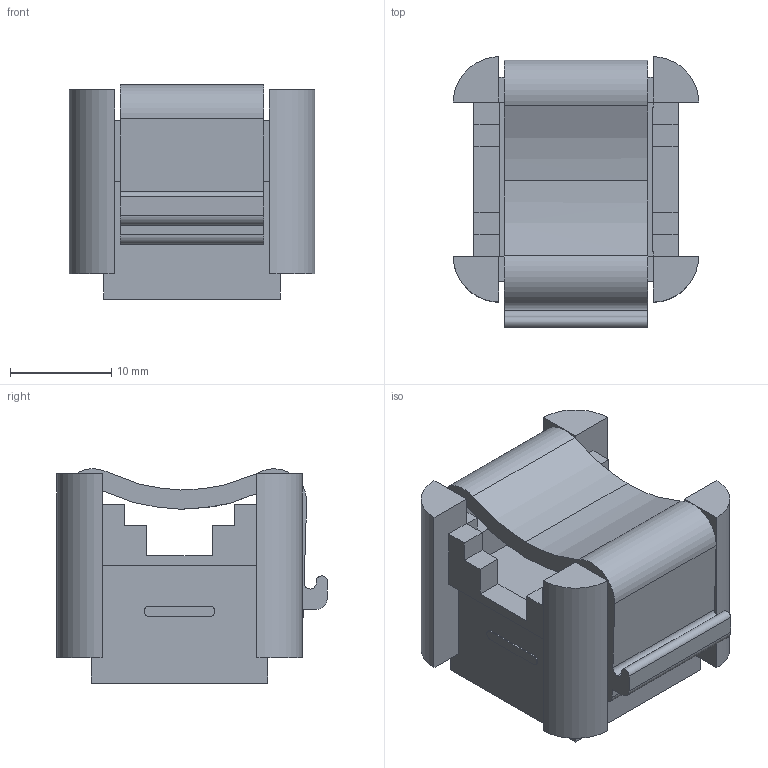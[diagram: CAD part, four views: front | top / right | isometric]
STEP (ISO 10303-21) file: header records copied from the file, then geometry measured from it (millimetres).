
FILE_DESCRIPTION (( 'STEP AP203' ), '1' );
FILE_NAME ('Kumanda Bara Mesnedi.STEP', '2019-04-16T06:14:47', ( '' ), ( '' ), 'SwSTEP 2.0', 'SolidWorks 2011', '' );
FILE_SCHEMA (( 'CONFIG_CONTROL_DESIGN' ));
Length unit declared in the file: millimetre
Products named in the file (1): Kumanda Bara Mesnedi
Bounding box: 24.3 x 26.78 x 21.19 mm (x, y, z)
Volume: 6806.4 mm3; surface area: 4807.9 mm2
Topology: 1 solids, 1 shells, 126 faces, 360 edges, 240 vertices
Faces by surface type: plane 95, cylinder 27, bspline 4
Entity records: 4269 total; most frequent: CARTESIAN_POINT 865, ORIENTED_EDGE 720, DIRECTION 652, EDGE_CURVE 360, LINE 298, VECTOR 298, VERTEX_POINT 240, AXIS2_PLACEMENT_3D 177
